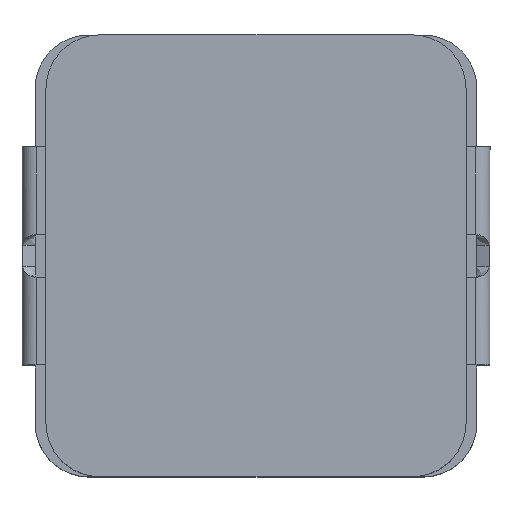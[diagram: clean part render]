
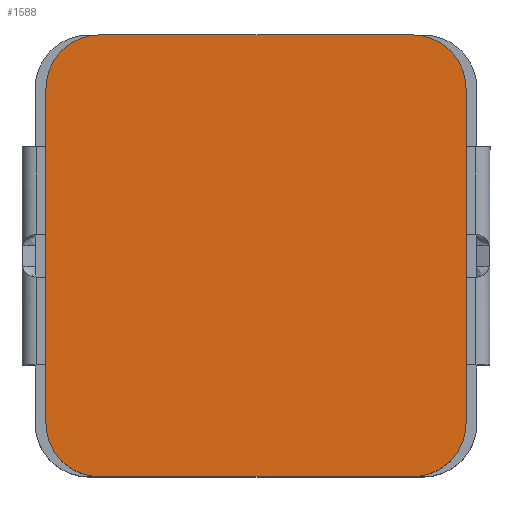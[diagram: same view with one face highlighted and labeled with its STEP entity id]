
A CAD part, top view. The second image highlights one B-rep face of the part: STEP entity #1588.
In plain terms, the highlighted planar face has unit normal (0, 0, 1).
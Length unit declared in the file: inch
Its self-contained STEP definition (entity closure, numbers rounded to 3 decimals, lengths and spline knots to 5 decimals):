
#59=FACE_OUTER_BOUND('',#141,.T.);
#141=EDGE_LOOP('',(#1142,#1143,#1144,#1145,#1146,#1147,#1148,#1149));
#226=CIRCLE('',#1695,0.0246);
#227=CIRCLE('',#1698,0.0246);
#228=CIRCLE('',#1700,0.0246);
#229=CIRCLE('',#1703,0.0246);
#292=LINE('',#2362,#472);
#306=LINE('',#2393,#486);
#323=LINE('',#2427,#503);
#335=LINE('',#2452,#515);
#472=VECTOR('',#1873,39.37008);
#486=VECTOR('',#1899,39.37008);
#503=VECTOR('',#1928,39.37008);
#515=VECTOR('',#1950,39.37008);
#666=VERTEX_POINT('',#2359);
#667=VERTEX_POINT('',#2361);
#677=VERTEX_POINT('',#2390);
#678=VERTEX_POINT('',#2392);
#686=VERTEX_POINT('',#2416);
#689=VERTEX_POINT('',#2425);
#692=VERTEX_POINT('',#2436);
#697=VERTEX_POINT('',#2450);
#817=EDGE_CURVE('',#666,#667,#292,.T.);
#833=EDGE_CURVE('',#677,#678,#306,.T.);
#847=EDGE_CURVE('',#686,#666,#226,.T.);
#852=EDGE_CURVE('',#689,#686,#323,.T.);
#856=EDGE_CURVE('',#678,#689,#227,.T.);
#858=EDGE_CURVE('',#692,#677,#228,.T.);
#866=EDGE_CURVE('',#697,#692,#335,.T.);
#867=EDGE_CURVE('',#667,#697,#229,.T.);
#1142=ORIENTED_EDGE('',*,*,#847,.F.);
#1143=ORIENTED_EDGE('',*,*,#852,.F.);
#1144=ORIENTED_EDGE('',*,*,#856,.F.);
#1145=ORIENTED_EDGE('',*,*,#833,.F.);
#1146=ORIENTED_EDGE('',*,*,#858,.F.);
#1147=ORIENTED_EDGE('',*,*,#866,.F.);
#1148=ORIENTED_EDGE('',*,*,#867,.F.);
#1149=ORIENTED_EDGE('',*,*,#817,.F.);
#1435=PLANE('',#1704);
#1588=ADVANCED_FACE('',(#59),#1435,.T.);
#1695=AXIS2_PLACEMENT_3D('',#2418,#1920,#1921);
#1698=AXIS2_PLACEMENT_3D('',#2434,#1934,#1935);
#1700=AXIS2_PLACEMENT_3D('',#2438,#1939,#1940);
#1703=AXIS2_PLACEMENT_3D('',#2454,#1953,#1954);
#1704=AXIS2_PLACEMENT_3D('',#2455,#1955,#1956);
#1873=DIRECTION('',(1.,0.,0.));
#1899=DIRECTION('',(-1.,0.,0.));
#1920=DIRECTION('center_axis',(0.,0.,-1.));
#1921=DIRECTION('ref_axis',(0.,-1.,0.));
#1928=DIRECTION('',(0.,1.,0.));
#1934=DIRECTION('center_axis',(0.,0.,-1.));
#1935=DIRECTION('ref_axis',(0.,-1.,0.));
#1939=DIRECTION('center_axis',(0.,0.,-1.));
#1940=DIRECTION('ref_axis',(0.,-1.,0.));
#1950=DIRECTION('',(0.,-1.,0.));
#1953=DIRECTION('center_axis',(0.,0.,-1.));
#1954=DIRECTION('ref_axis',(0.,1.,0.));
#1955=DIRECTION('center_axis',(0.,0.,1.));
#1956=DIRECTION('ref_axis',(0.,-1.,0.));
#2359=CARTESIAN_POINT('',(-0.07318,0.10057,0.11238));
#2361=CARTESIAN_POINT('',(0.07022,0.10057,0.11238));
#2362=CARTESIAN_POINT('',(-0.07318,0.10057,0.11238));
#2390=CARTESIAN_POINT('',(0.07022,-0.10203,0.11238));
#2392=CARTESIAN_POINT('',(-0.07318,-0.10203,0.11238));
#2393=CARTESIAN_POINT('',(-0.07318,-0.10203,0.11238));
#2416=CARTESIAN_POINT('',(-0.09778,0.07597,0.11238));
#2418=CARTESIAN_POINT('Origin',(-0.07318,0.07597,
0.11238));
#2425=CARTESIAN_POINT('',(-0.09778,-0.07743,0.11238));
#2427=CARTESIAN_POINT('',(-0.09778,0.07597,0.11238));
#2434=CARTESIAN_POINT('Origin',(-0.07318,-0.07743,
0.11238));
#2436=CARTESIAN_POINT('',(0.09482,-0.07743,0.11238));
#2438=CARTESIAN_POINT('Origin',(0.07022,-0.07743,0.11238));
#2450=CARTESIAN_POINT('',(0.09482,0.07597,0.11238));
#2452=CARTESIAN_POINT('',(0.09482,0.07597,0.11238));
#2454=CARTESIAN_POINT('Origin',(0.07022,0.07597,0.11238));
#2455=CARTESIAN_POINT('Origin',(-0.07318,0.07597,
0.11238));
